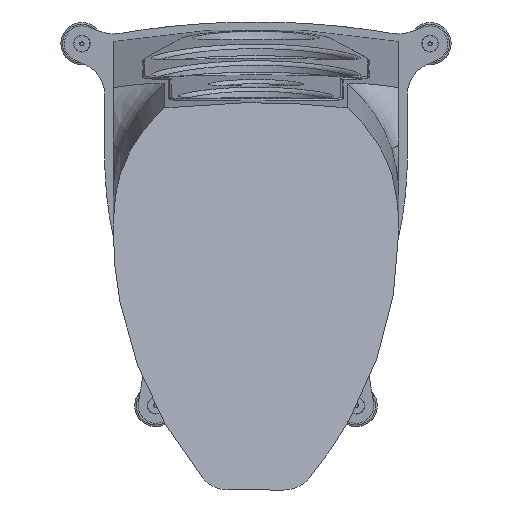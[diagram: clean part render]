
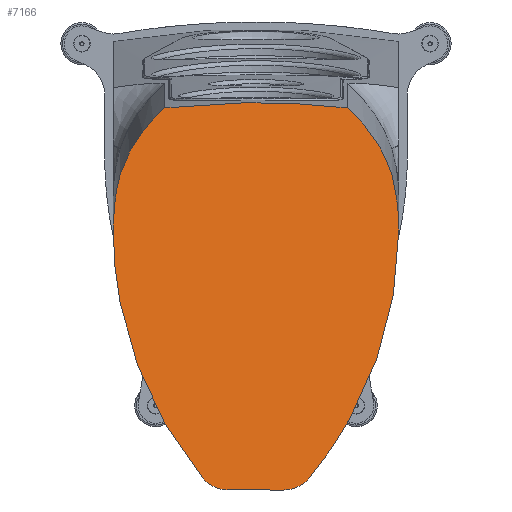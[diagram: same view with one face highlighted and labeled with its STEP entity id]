
A CAD part, top view. The second image highlights one B-rep face of the part: STEP entity #7166.
In plain terms, the highlighted face is planar.
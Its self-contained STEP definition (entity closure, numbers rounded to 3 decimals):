
#464=ELLIPSE('',#7629,994.723,965.175);
#469=ELLIPSE('',#7636,260.325,252.592);
#470=ELLIPSE('',#7637,466.121,452.276);
#471=ELLIPSE('',#7638,41.193,39.969);
#472=ELLIPSE('',#7639,41.2,39.976);
#473=ELLIPSE('',#7640,465.965,452.124);
#474=ELLIPSE('',#7641,260.325,252.592);
#475=ELLIPSE('',#7642,177.26,171.995);
#476=ELLIPSE('',#7643,177.26,171.995);
#1264=FACE_OUTER_BOUND('',#1699,.T.);
#1699=EDGE_LOOP('',(#5566,#5567,#5568,#5569,#5570,#5571,#5572,#5573,#5574,
#5575));
#2802=LINE('',#11049,#3442);
#3442=VECTOR('',#8570,65.87);
#4096=VERTEX_POINT('',#10860);
#4097=VERTEX_POINT('',#10862);
#4120=VERTEX_POINT('',#11041);
#4121=VERTEX_POINT('',#11042);
#4122=VERTEX_POINT('',#11044);
#4123=VERTEX_POINT('',#11046);
#4124=VERTEX_POINT('',#11048);
#4125=VERTEX_POINT('',#11050);
#4126=VERTEX_POINT('',#11052);
#4127=VERTEX_POINT('',#11054);
#4715=EDGE_CURVE('',#4096,#4097,#464,.T.);
#4740=EDGE_CURVE('',#4120,#4121,#469,.T.);
#4741=EDGE_CURVE('',#4122,#4120,#470,.T.);
#4742=EDGE_CURVE('',#4123,#4122,#471,.T.);
#4743=EDGE_CURVE('',#4124,#4123,#2802,.T.);
#4744=EDGE_CURVE('',#4125,#4124,#472,.T.);
#4745=EDGE_CURVE('',#4126,#4125,#473,.T.);
#4746=EDGE_CURVE('',#4127,#4126,#474,.T.);
#4747=EDGE_CURVE('',#4097,#4127,#475,.T.);
#4748=EDGE_CURVE('',#4121,#4096,#476,.T.);
#5566=ORIENTED_EDGE('',*,*,#4740,.F.);
#5567=ORIENTED_EDGE('',*,*,#4741,.F.);
#5568=ORIENTED_EDGE('',*,*,#4742,.F.);
#5569=ORIENTED_EDGE('',*,*,#4743,.F.);
#5570=ORIENTED_EDGE('',*,*,#4744,.F.);
#5571=ORIENTED_EDGE('',*,*,#4745,.F.);
#5572=ORIENTED_EDGE('',*,*,#4746,.F.);
#5573=ORIENTED_EDGE('',*,*,#4747,.F.);
#5574=ORIENTED_EDGE('',*,*,#4715,.F.);
#5575=ORIENTED_EDGE('',*,*,#4748,.F.);
#6967=PLANE('',#7635);
#7166=ADVANCED_FACE('',(#1264),#6967,.F.);
#7629=AXIS2_PLACEMENT_3D('',#10863,#8542,#8543);
#7635=AXIS2_PLACEMENT_3D('',#11040,#8562,#8563);
#7636=AXIS2_PLACEMENT_3D('',#11043,#8564,#8565);
#7637=AXIS2_PLACEMENT_3D('',#11045,#8566,#8567);
#7638=AXIS2_PLACEMENT_3D('',#11047,#8568,#8569);
#7639=AXIS2_PLACEMENT_3D('',#11051,#8571,#8572);
#7640=AXIS2_PLACEMENT_3D('',#11053,#8573,#8574);
#7641=AXIS2_PLACEMENT_3D('',#11055,#8575,#8576);
#7642=AXIS2_PLACEMENT_3D('',#11056,#8577,#8578);
#7643=AXIS2_PLACEMENT_3D('',#11057,#8579,#8580);
#8542=DIRECTION('center_axis',(0.,0.242,-0.97));
#8543=DIRECTION('ref_axis',(0.,-0.97,-0.242));
#8562=DIRECTION('center_axis',(0.,0.242,-0.97));
#8563=DIRECTION('ref_axis',(-1.,0.,0.));
#8564=DIRECTION('center_axis',(0.,0.242,-0.97));
#8565=DIRECTION('ref_axis',(0.,-0.97,-0.242));
#8566=DIRECTION('center_axis',(0.,0.242,-0.97));
#8567=DIRECTION('ref_axis',(0.,0.97,0.242));
#8568=DIRECTION('center_axis',(0.,0.242,-0.97));
#8569=DIRECTION('ref_axis',(0.,0.97,0.242));
#8570=DIRECTION('',(1.,0.,0.));
#8571=DIRECTION('center_axis',(0.,0.242,-0.97));
#8572=DIRECTION('ref_axis',(0.,0.97,0.242));
#8573=DIRECTION('center_axis',(0.,0.242,-0.97));
#8574=DIRECTION('ref_axis',(0.,0.97,0.242));
#8575=DIRECTION('center_axis',(0.,0.242,-0.97));
#8576=DIRECTION('ref_axis',(0.,0.97,0.242));
#8577=DIRECTION('center_axis',(0.,0.242,-0.97));
#8578=DIRECTION('ref_axis',(0.,-0.97,-0.242));
#8579=DIRECTION('center_axis',(0.,0.242,-0.97));
#8580=DIRECTION('ref_axis',(0.,-0.97,-0.242));
#10860=CARTESIAN_POINT('',(220.418,399.886,2179.455));
#10862=CARTESIAN_POINT('',(4.316,399.886,2179.455));
#10863=CARTESIAN_POINT('Origin',(112.367,1358.994,2418.588));
#11040=CARTESIAN_POINT('Origin',(163.438,698.538,2253.917));
#11041=CARTESIAN_POINT('',(281.865,542.996,2215.136));
#11042=CARTESIAN_POINT('',(273.592,477.84,2198.891));
#11043=CARTESIAN_POINT('Origin',(29.275,541.966,2214.88));
#11044=CARTESIAN_POINT('',(175.827,832.516,2287.322));
#11045=CARTESIAN_POINT('Origin',(-170.408,541.527,2214.77));
#11046=CARTESIAN_POINT('',(145.299,846.802,2290.884));
#11047=CARTESIAN_POINT('Origin',(145.201,806.834,2280.918));
#11048=CARTESIAN_POINT('',(79.429,846.802,2290.884));
#11049=CARTESIAN_POINT('',(154.368,846.802,2290.884));
#11050=CARTESIAN_POINT('',(48.888,832.532,2287.326));
#11051=CARTESIAN_POINT('Origin',(79.503,806.827,2280.917));
#11052=CARTESIAN_POINT('',(-57.132,542.765,2215.079));
#11053=CARTESIAN_POINT('Origin',(394.991,541.622,2214.794));
#11054=CARTESIAN_POINT('',(-48.857,477.84,2198.891));
#11055=CARTESIAN_POINT('Origin',(195.459,541.966,2214.88));
#11056=CARTESIAN_POINT('Origin',(114.366,532.065,2212.411));
#11057=CARTESIAN_POINT('Origin',(110.368,532.065,2212.411));
